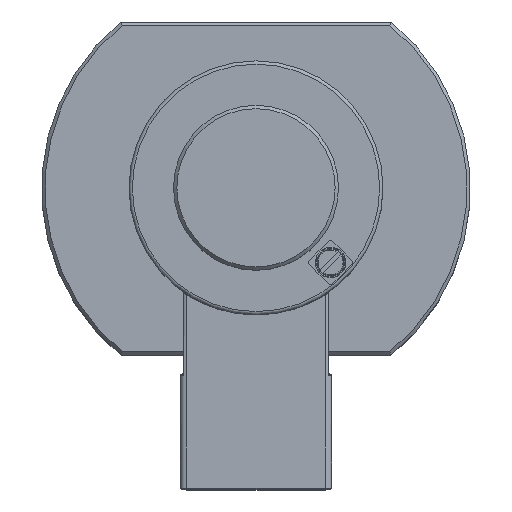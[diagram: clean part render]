
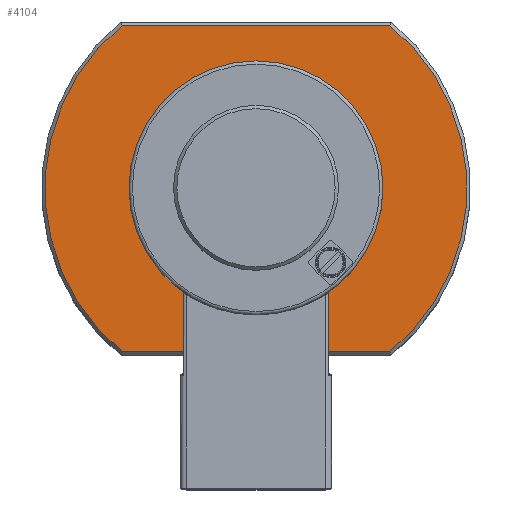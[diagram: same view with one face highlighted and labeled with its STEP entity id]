
A CAD part, top view. The second image highlights one B-rep face of the part: STEP entity #4104.
In plain terms, the highlighted planar face has unit normal (0, 0, 1).
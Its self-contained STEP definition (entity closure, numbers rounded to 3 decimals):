
#317=LINE('',#8052,#533);
#319=LINE('',#8068,#535);
#533=VECTOR('',#5467,81.136);
#535=VECTOR('',#5477,81.136);
#980=PLANE('',#4496);
#1089=FACE_BOUND('',#1592,.T.);
#1323=FACE_OUTER_BOUND('',#1591,.T.);
#1591=EDGE_LOOP('',(#3760,#3761,#3762,#3763));
#1592=EDGE_LOOP('',(#3764));
#1762=CIRCLE('',#4489,64.);
#1763=CIRCLE('',#4492,64.);
#1765=CIRCLE('',#4497,32.5);
#2116=VERTEX_POINT('',#8039);
#2117=VERTEX_POINT('',#8040);
#2118=VERTEX_POINT('',#8051);
#2119=VERTEX_POINT('',#8058);
#2121=VERTEX_POINT('',#8072);
#2666=EDGE_CURVE('',#2116,#2117,#1762,.T.);
#2669=EDGE_CURVE('',#2117,#2118,#317,.T.);
#2671=EDGE_CURVE('',#2118,#2119,#1763,.T.);
#2675=EDGE_CURVE('',#2119,#2116,#319,.T.);
#2677=EDGE_CURVE('',#2121,#2121,#1765,.T.);
#3760=ORIENTED_EDGE('',*,*,#2666,.F.);
#3761=ORIENTED_EDGE('',*,*,#2675,.F.);
#3762=ORIENTED_EDGE('',*,*,#2671,.F.);
#3763=ORIENTED_EDGE('',*,*,#2669,.F.);
#3764=ORIENTED_EDGE('',*,*,#2677,.F.);
#4104=ADVANCED_FACE('',(#1323,#1089),#980,.T.);
#4489=AXIS2_PLACEMENT_3D('',#8041,#5463,#5464);
#4492=AXIS2_PLACEMENT_3D('',#8059,#5470,#5471);
#4496=AXIS2_PLACEMENT_3D('',#8071,#5481,#5482);
#4497=AXIS2_PLACEMENT_3D('',#8073,#5483,#5484);
#5463=DIRECTION('center_axis',(0.,0.,-1.));
#5464=DIRECTION('ref_axis',(0.,-1.,0.));
#5467=DIRECTION('',(1.,0.,0.));
#5470=DIRECTION('center_axis',(0.,0.,-1.));
#5471=DIRECTION('ref_axis',(0.,-1.,0.));
#5477=DIRECTION('',(-1.,0.,0.));
#5481=DIRECTION('center_axis',(0.,0.,1.));
#5482=DIRECTION('ref_axis',(1.,0.,0.));
#5483=DIRECTION('center_axis',(0.,0.,1.));
#5484=DIRECTION('ref_axis',(1.,0.,0.));
#8039=CARTESIAN_POINT('',(-40.568,-49.5,70.5));
#8040=CARTESIAN_POINT('',(-40.568,49.5,70.5));
#8041=CARTESIAN_POINT('Origin',(0.,0.,70.5));
#8051=CARTESIAN_POINT('',(40.568,49.5,70.5));
#8052=CARTESIAN_POINT('',(36.188,49.5,70.5));
#8058=CARTESIAN_POINT('',(40.568,-49.5,70.5));
#8059=CARTESIAN_POINT('Origin',(0.,0.,70.5));
#8068=CARTESIAN_POINT('',(-31.472,-49.5,70.5));
#8071=CARTESIAN_POINT('Origin',(0.,-32.5,70.5));
#8072=CARTESIAN_POINT('',(0.,-32.5,70.5));
#8073=CARTESIAN_POINT('Origin',(0.,0.,70.5));
